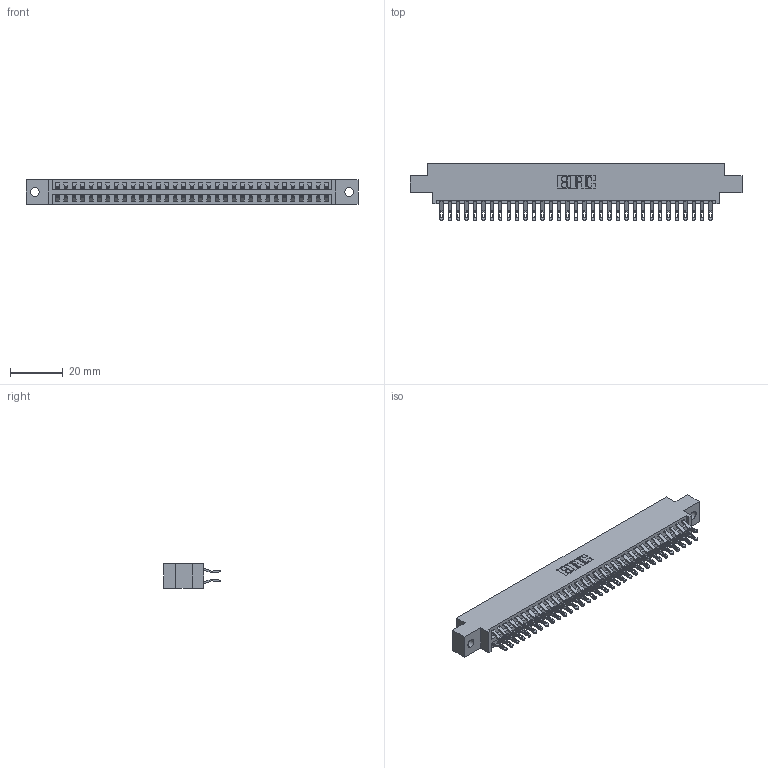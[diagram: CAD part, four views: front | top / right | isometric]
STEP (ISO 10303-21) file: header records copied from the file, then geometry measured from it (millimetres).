
FILE_DESCRIPTION (( 'STEP AP203' ), '1' );
FILE_NAME ('396-066-555-802.STEP', '2019-11-02T10:10:04', ( '' ), ( '' ), 'SwSTEP 2.0', 'SolidWorks 2016', '' );
FILE_SCHEMA (( 'CONFIG_CONTROL_DESIGN' ));
Length unit declared in the file: inch
Products named in the file (3): 346 Part_0.170 Offset - 0.128 Dia; 345-292-001_555 Tail; 396-066-555-802
Assembly tree (67 placements, depth 2):
  396-066-555-802
    346 Part_0.170 Offset - 0.128 Dia
    345-292-001_555 Tail  x66
Bounding box: 125.35 x 21.46 x 9.4 mm (x, y, z)
Volume: 12153.3 mm3; surface area: 17156.9 mm2
Topology: 67 solids, 67 shells, 3954 faces, 12419 edges, 8278 vertices
Faces by surface type: plane 2258, cylinder 1696
Entity records: 23209 total; most frequent: CARTESIAN_POINT 3874, ORIENTED_EDGE 3778, DIRECTION 3433, EDGE_CURVE 1889, LINE 1605, VECTOR 1605, VERTEX_POINT 1258, AXIS2_PLACEMENT_3D 914
